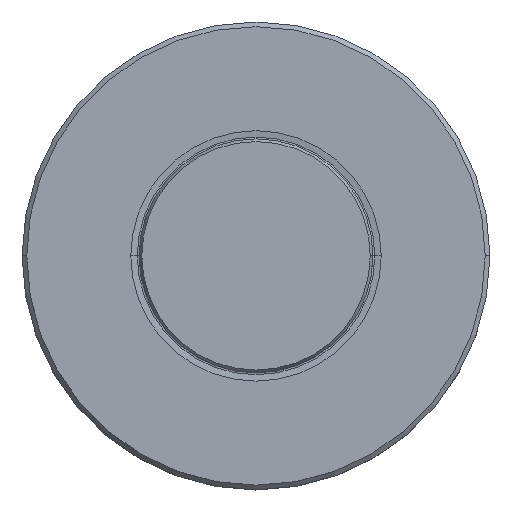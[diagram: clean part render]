
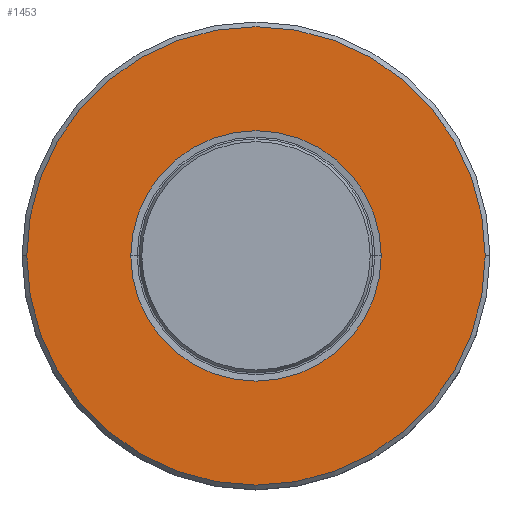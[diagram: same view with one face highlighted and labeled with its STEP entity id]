
A CAD part, top view. The second image highlights one B-rep face of the part: STEP entity #1453.
In plain terms, the highlighted planar face has unit normal (0, 0, 1).
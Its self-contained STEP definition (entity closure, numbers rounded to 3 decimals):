
#254=CARTESIAN_POINT('',(0.,0.,0.));
#255=DIRECTION('',(0.,0.,1.));
#256=DIRECTION('',(-1.,0.,0.));
#257=AXIS2_PLACEMENT_3D('',#254,#255,#256);
#262=CARTESIAN_POINT('',(0.,0.,0.));
#263=DIRECTION('',(0.,0.,-1.));
#264=DIRECTION('',(-1.,0.,0.));
#265=AXIS2_PLACEMENT_3D('',#262,#263,#264);
#270=CARTESIAN_POINT('',(0.,0.,0.));
#271=DIRECTION('',(0.,0.,-1.));
#272=DIRECTION('',(-1.,0.,0.));
#273=AXIS2_PLACEMENT_3D('',#270,#271,#272);
#285=CARTESIAN_POINT('',(0.,0.,0.));
#286=DIRECTION('',(0.,0.,1.));
#287=DIRECTION('',(-1.,0.,0.));
#288=AXIS2_PLACEMENT_3D('',#285,#286,#287);
#1176=CARTESIAN_POINT('',(-49.,0.,0.));
#1178=VERTEX_POINT('',#1176);
#1188=CARTESIAN_POINT('',(49.,0.,0.));
#1190=VERTEX_POINT('',#1188);
#1202=CARTESIAN_POINT('',(-26.765,0.,0.));
#1203=VERTEX_POINT('',#1202);
#1212=CARTESIAN_POINT('',(26.765,0.,0.));
#1213=VERTEX_POINT('',#1212);
#1438=CARTESIAN_POINT('',(0.,0.,0.));
#1439=DIRECTION('',(0.,0.,-1.));
#1440=DIRECTION('',(-1.,0.,0.));
#1441=AXIS2_PLACEMENT_3D('',#1438,#1439,#1440);
#1442=PLANE('',#1441);
#1444=ORIENTED_EDGE('',*,*,#1443,.T.);
#1446=ORIENTED_EDGE('',*,*,#1445,.F.);
#1447=EDGE_LOOP('',(#1444,#1446));
#1448=FACE_OUTER_BOUND('',#1447,.F.);
#1449=ORIENTED_EDGE('',*,*,#1420,.T.);
#1450=ORIENTED_EDGE('',*,*,#1431,.F.);
#1451=EDGE_LOOP('',(#1449,#1450));
#1452=FACE_BOUND('',#1451,.F.);
#258=CIRCLE('',#257,26.765);
#266=CIRCLE('',#265,26.765);
#274=CIRCLE('',#273,49.);
#289=CIRCLE('',#288,49.);
#1420=EDGE_CURVE('',#1203,#1213,#258,.T.);
#1431=EDGE_CURVE('',#1203,#1213,#266,.T.);
#1443=EDGE_CURVE('',#1178,#1190,#274,.T.);
#1445=EDGE_CURVE('',#1178,#1190,#289,.T.);
#1453=ADVANCED_FACE('',(#1448,#1452),#1442,.F.);
